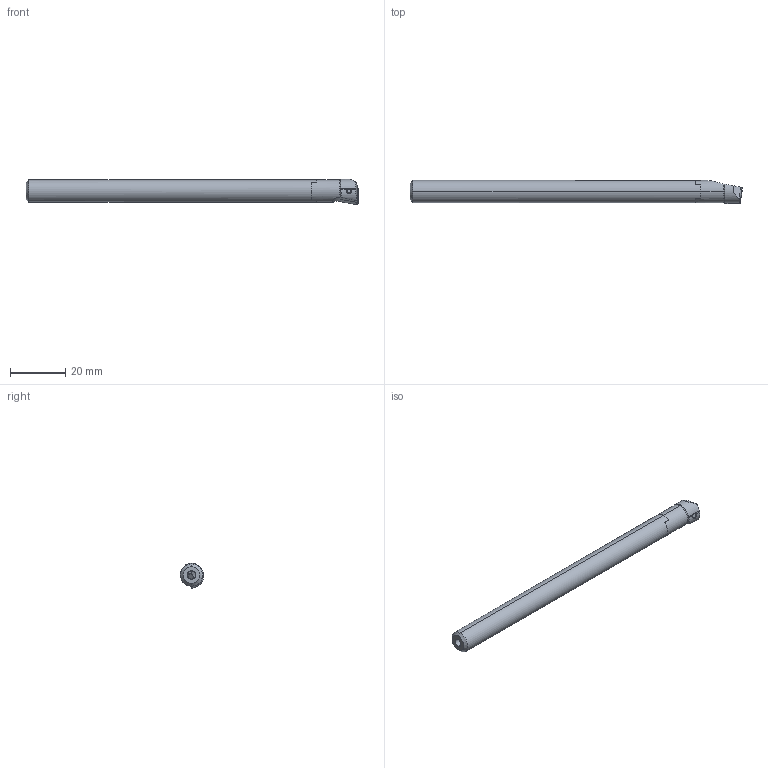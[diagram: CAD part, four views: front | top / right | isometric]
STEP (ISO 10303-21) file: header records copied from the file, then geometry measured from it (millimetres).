
FILE_DESCRIPTION (( 'STEP AP203' ), '1' );
FILE_NAME ('274.010.006C.STEP', '2024-08-27T08:54:20', ( '' ), ( '' ), 'SwSTEP 2.0', 'SolidWorks 2022', '' );
FILE_SCHEMA (( 'CONFIG_CONTROL_DESIGN' ));
Length unit declared in the file: millimetre
Products named in the file (6): B10-WCA.K13.120_A; HM2-U08.000.105_A; 274.010.006C; HM2-BG1.001.017_C; CCMT060204; WCA-ER2.001.005_A
Assembly tree (5 placements, depth 3):
  274.010.006C
    B10-WCA.K13.120_A
      HM2-BG1.001.017_C
      HM2-U08.000.105_A
    WCA-ER2.001.005_A
    CCMT060204
Bounding box: 119.9 x 8.33 x 9.07 mm (x, y, z)
Volume: 5053 mm3; surface area: 4426.5 mm2
Topology: 4 solids, 4 shells, 139 faces, 356 edges, 221 vertices
Faces by surface type: plane 45, cylinder 43, cone 27, bspline 12, torus 10, sphere 2
Entity records: 5248 total; most frequent: CARTESIAN_POINT 1441, ORIENTED_EDGE 704, DIRECTION 634, EDGE_CURVE 352, AXIS2_PLACEMENT_3D 248, VERTEX_POINT 221, EDGE_LOOP 147, FACE_OUTER_BOUND 139
